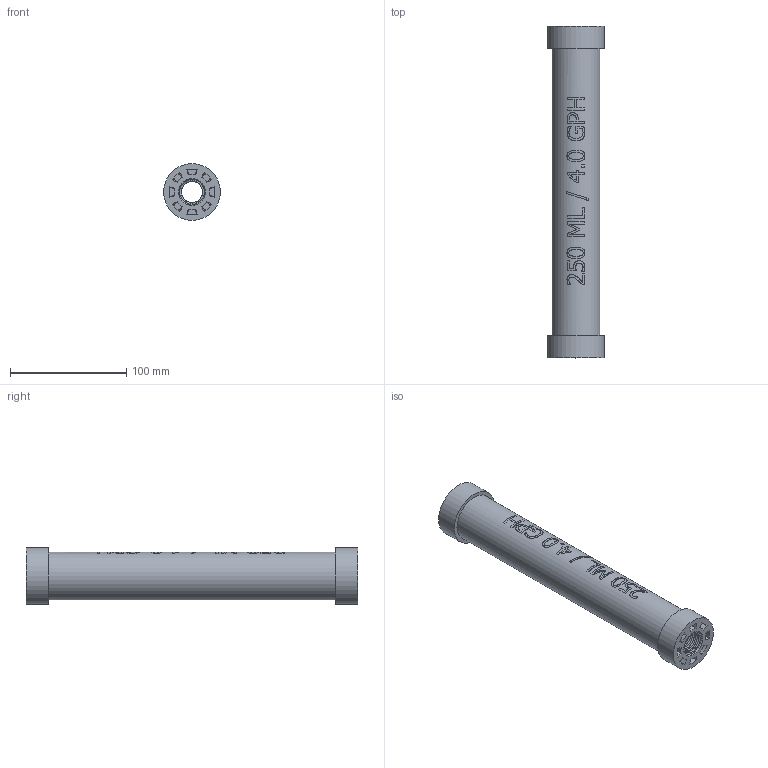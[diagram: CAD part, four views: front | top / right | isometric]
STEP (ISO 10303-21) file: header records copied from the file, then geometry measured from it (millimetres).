
FILE_DESCRIPTION((''),'2;1');
FILE_NAME('PV#2-250_R0.stp','2016-03-17T11:05:21',('Engineering'),(''),'Autodesk Inventor 2009','Autodesk Inventor 2009','');
FILE_SCHEMA(('AUTOMOTIVE_DESIGN { 1 0 10303 214 1 1 1 1 }'));
Length unit declared in the file: inch
Products named in the file (3): PV#2-250_R0; PV250-ENCAP; PV-250-TUBE_R0
Assembly tree (3 placements, depth 2):
  PV#2-250_R0
    PV250-ENCAP  x2
    PV-250-TUBE_R0
Bounding box: 48.85 x 285.75 x 48.85 mm (x, y, z)
Volume: 101067.5 mm3; surface area: 89615 mm2
Topology: 3 solids, 3 shells, 453 faces, 1183 edges, 770 vertices
Faces by surface type: plane 159, bspline 142, cone 100, cylinder 52
Full cylindrical faces by diameter (mm): 18.258 x14, 38.227 x1, 41.275 x1, 48.846 x2
Entity records: 41772 total; most frequent: CARTESIAN_POINT 34804, ORIENTED_EDGE 1622, DIRECTION 1064, EDGE_CURVE 811, VERTEX_POINT 536, VECTOR 398, LINE 398, EDGE_LOOP 349
